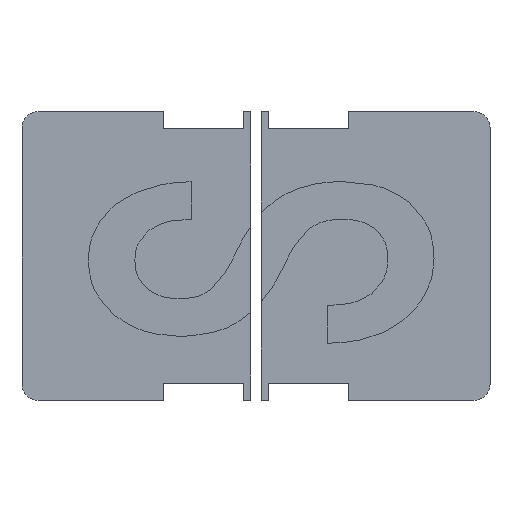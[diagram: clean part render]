
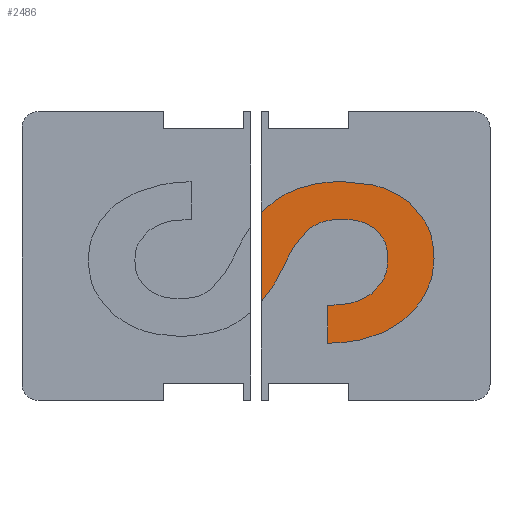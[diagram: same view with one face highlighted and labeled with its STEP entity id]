
A CAD part, top view. The second image highlights one B-rep face of the part: STEP entity #2486.
In plain terms, the highlighted planar face has unit normal (0, 0, 1).
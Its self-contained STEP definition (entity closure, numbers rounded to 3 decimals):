
#130=FACE_OUTER_BOUND('',#271,.T.);
#271=EDGE_LOOP('',(#1729,#1730,#1731,#1732,#1733,#1734,#1735,#1736,#1737,
#1738,#1739,#1740,#1741,#1742,#1743,#1744,#1745));
#414=LINE('',#3547,#636);
#416=LINE('',#3600,#638);
#636=VECTOR('',#2734,10.);
#638=VECTOR('',#2738,10.);
#871=B_SPLINE_CURVE_WITH_KNOTS('',3,(#3558,#3559,#3560,#3561,#3562),
 .UNSPECIFIED.,.F.,.F.,(4,1,4),(0.,0.345,0.545),
 .UNSPECIFIED.);
#872=B_SPLINE_CURVE_WITH_KNOTS('',3,(#3564,#3565,#3566,#3567,#3568),
 .UNSPECIFIED.,.F.,.F.,(4,1,4),(0.,0.222,0.547),
 .UNSPECIFIED.);
#873=B_SPLINE_CURVE_WITH_KNOTS('',3,(#3570,#3571,#3572,#3573,#3574),
 .UNSPECIFIED.,.F.,.F.,(4,1,4),(0.,0.179,0.346),
 .UNSPECIFIED.);
#874=B_SPLINE_CURVE_WITH_KNOTS('',3,(#3576,#3577,#3578,#3579,#3580),
 .UNSPECIFIED.,.F.,.F.,(4,1,4),(0.,0.165,0.333),
 .UNSPECIFIED.);
#875=B_SPLINE_CURVE_WITH_KNOTS('',3,(#3582,#3583,#3584,#3585,#3586),
 .UNSPECIFIED.,.F.,.F.,(4,1,4),(0.,0.24,0.428),
 .UNSPECIFIED.);
#876=B_SPLINE_CURVE_WITH_KNOTS('',3,(#3588,#3589,#3590,#3591,#3592),
 .UNSPECIFIED.,.F.,.F.,(4,1,4),(0.,0.231,0.512),
 .UNSPECIFIED.);
#877=B_SPLINE_CURVE_WITH_KNOTS('',3,(#3594,#3595,#3596,#3597,#3598),
 .UNSPECIFIED.,.F.,.F.,(4,1,4),(0.,0.231,0.442),
 .UNSPECIFIED.);
#878=B_SPLINE_CURVE_WITH_KNOTS('',3,(#3602,#3603,#3604,#3605,#3606),
 .UNSPECIFIED.,.F.,.F.,(4,1,4),(0.,0.256,0.523),
 .UNSPECIFIED.);
#879=B_SPLINE_CURVE_WITH_KNOTS('',3,(#3608,#3609,#3610,#3611,#3612),
 .UNSPECIFIED.,.F.,.F.,(4,1,4),(0.,0.282,0.545),
 .UNSPECIFIED.);
#880=B_SPLINE_CURVE_WITH_KNOTS('',3,(#3614,#3615,#3616,#3617,#3618),
 .UNSPECIFIED.,.F.,.F.,(4,1,4),(0.,0.314,0.615),
 .UNSPECIFIED.);
#881=B_SPLINE_CURVE_WITH_KNOTS('',3,(#3620,#3621,#3622,#3623,#3624),
 .UNSPECIFIED.,.F.,.F.,(4,1,4),(0.,0.376,0.821),
 .UNSPECIFIED.);
#882=B_SPLINE_CURVE_WITH_KNOTS('',3,(#3626,#3627,#3628,#3629,#3630),
 .UNSPECIFIED.,.F.,.F.,(4,1,4),(0.,0.345,0.683),
 .UNSPECIFIED.);
#883=B_SPLINE_CURVE_WITH_KNOTS('',3,(#3632,#3633,#3634,#3635,#3636),
 .UNSPECIFIED.,.F.,.F.,(4,1,4),(0.,0.2,0.417),
 .UNSPECIFIED.);
#884=B_SPLINE_CURVE_WITH_KNOTS('',3,(#3638,#3639,#3640,#3641,#3642),
 .UNSPECIFIED.,.F.,.F.,(4,1,4),(0.,0.232,0.439),
 .UNSPECIFIED.);
#885=B_SPLINE_CURVE_WITH_KNOTS('',3,(#3643,#3644,#3645,#3646),
 .UNSPECIFIED.,.F.,.F.,(4,4),(0.582,0.612),
 .UNSPECIFIED.);
#1025=VERTEX_POINT('',#3538);
#1027=VERTEX_POINT('',#3546);
#1029=VERTEX_POINT('',#3557);
#1030=VERTEX_POINT('',#3563);
#1031=VERTEX_POINT('',#3569);
#1032=VERTEX_POINT('',#3575);
#1033=VERTEX_POINT('',#3581);
#1034=VERTEX_POINT('',#3587);
#1035=VERTEX_POINT('',#3593);
#1036=VERTEX_POINT('',#3599);
#1037=VERTEX_POINT('',#3601);
#1038=VERTEX_POINT('',#3607);
#1039=VERTEX_POINT('',#3613);
#1040=VERTEX_POINT('',#3619);
#1041=VERTEX_POINT('',#3625);
#1042=VERTEX_POINT('',#3631);
#1043=VERTEX_POINT('',#3637);
#1297=EDGE_CURVE('',#1027,#1025,#414,.T.);
#1300=EDGE_CURVE('',#1029,#1025,#871,.T.);
#1301=EDGE_CURVE('',#1030,#1029,#872,.T.);
#1302=EDGE_CURVE('',#1031,#1030,#873,.T.);
#1303=EDGE_CURVE('',#1032,#1031,#874,.T.);
#1304=EDGE_CURVE('',#1033,#1032,#875,.T.);
#1305=EDGE_CURVE('',#1034,#1033,#876,.T.);
#1306=EDGE_CURVE('',#1035,#1034,#877,.T.);
#1307=EDGE_CURVE('',#1036,#1035,#416,.T.);
#1308=EDGE_CURVE('',#1037,#1036,#878,.T.);
#1309=EDGE_CURVE('',#1038,#1037,#879,.T.);
#1310=EDGE_CURVE('',#1039,#1038,#880,.T.);
#1311=EDGE_CURVE('',#1040,#1039,#881,.T.);
#1312=EDGE_CURVE('',#1041,#1040,#882,.T.);
#1313=EDGE_CURVE('',#1042,#1041,#883,.T.);
#1314=EDGE_CURVE('',#1043,#1042,#884,.T.);
#1315=EDGE_CURVE('',#1027,#1043,#885,.T.);
#1729=ORIENTED_EDGE('',*,*,#1300,.F.);
#1730=ORIENTED_EDGE('',*,*,#1301,.F.);
#1731=ORIENTED_EDGE('',*,*,#1302,.F.);
#1732=ORIENTED_EDGE('',*,*,#1303,.F.);
#1733=ORIENTED_EDGE('',*,*,#1304,.F.);
#1734=ORIENTED_EDGE('',*,*,#1305,.F.);
#1735=ORIENTED_EDGE('',*,*,#1306,.F.);
#1736=ORIENTED_EDGE('',*,*,#1307,.F.);
#1737=ORIENTED_EDGE('',*,*,#1308,.F.);
#1738=ORIENTED_EDGE('',*,*,#1309,.F.);
#1739=ORIENTED_EDGE('',*,*,#1310,.F.);
#1740=ORIENTED_EDGE('',*,*,#1311,.F.);
#1741=ORIENTED_EDGE('',*,*,#1312,.F.);
#1742=ORIENTED_EDGE('',*,*,#1313,.F.);
#1743=ORIENTED_EDGE('',*,*,#1314,.F.);
#1744=ORIENTED_EDGE('',*,*,#1315,.F.);
#1745=ORIENTED_EDGE('',*,*,#1297,.T.);
#2408=PLANE('',#2633);
#2486=ADVANCED_FACE('',(#130),#2408,.T.);
#2633=AXIS2_PLACEMENT_3D('',#3556,#2736,#2737);
#2734=DIRECTION('',(0.,-1.,0.));
#2736=DIRECTION('center_axis',(0.,0.,1.));
#2737=DIRECTION('ref_axis',(1.,0.,0.));
#2738=DIRECTION('',(0.,1.,0.));
#3538=CARTESIAN_POINT('',(44.8,18.43,0.6));
#3546=CARTESIAN_POINT('',(44.8,35.042,0.6));
#3547=CARTESIAN_POINT('',(44.8,54.,0.6));
#3556=CARTESIAN_POINT('Origin',(66.2,27.,0.6));
#3557=CARTESIAN_POINT('',(49.081,25.24,0.6));
#3558=CARTESIAN_POINT('Ctrl Pts',(49.081,25.24,0.6));
#3559=CARTESIAN_POINT('Ctrl Pts',(48.352,23.753,0.6));
#3560=CARTESIAN_POINT('Ctrl Pts',(47.202,21.407,0.6));
#3561=CARTESIAN_POINT('Ctrl Pts',(45.461,19.223,0.6));
#3562=CARTESIAN_POINT('Ctrl Pts',(44.8,18.43,0.6));
#3563=CARTESIAN_POINT('',(53.624,31.999,0.6));
#3564=CARTESIAN_POINT('Ctrl Pts',(53.624,31.999,0.6));
#3565=CARTESIAN_POINT('Ctrl Pts',(52.823,31.139,0.6));
#3566=CARTESIAN_POINT('Ctrl Pts',(50.848,29.019,0.6));
#3567=CARTESIAN_POINT('Ctrl Pts',(49.74,26.649,0.6));
#3568=CARTESIAN_POINT('Ctrl Pts',(49.081,25.24,0.6));
#3569=CARTESIAN_POINT('',(60.028,33.891,0.6));
#3570=CARTESIAN_POINT('Ctrl Pts',(60.028,33.891,0.6));
#3571=CARTESIAN_POINT('Ctrl Pts',(58.736,33.823,0.6));
#3572=CARTESIAN_POINT('Ctrl Pts',(56.237,33.692,0.6));
#3573=CARTESIAN_POINT('Ctrl Pts',(54.475,32.551,0.6));
#3574=CARTESIAN_POINT('Ctrl Pts',(53.624,31.999,0.6));
#3575=CARTESIAN_POINT('',(66.172,32.027,0.6));
#3576=CARTESIAN_POINT('Ctrl Pts',(66.172,32.027,0.6));
#3577=CARTESIAN_POINT('Ctrl Pts',(65.328,32.57,0.6));
#3578=CARTESIAN_POINT('Ctrl Pts',(63.628,33.665,0.6));
#3579=CARTESIAN_POINT('Ctrl Pts',(61.233,33.815,0.6));
#3580=CARTESIAN_POINT('Ctrl Pts',(60.028,33.891,0.6));
#3581=CARTESIAN_POINT('',(68.465,26.519,0.6));
#3582=CARTESIAN_POINT('Ctrl Pts',(68.465,26.519,0.6));
#3583=CARTESIAN_POINT('Ctrl Pts',(68.424,27.618,0.6));
#3584=CARTESIAN_POINT('Ctrl Pts',(68.351,29.583,0.6));
#3585=CARTESIAN_POINT('Ctrl Pts',(66.838,31.279,0.6));
#3586=CARTESIAN_POINT('Ctrl Pts',(66.172,32.027,0.6));
#3587=CARTESIAN_POINT('',(65.523,19.983,0.6));
#3588=CARTESIAN_POINT('Ctrl Pts',(65.523,19.983,0.6));
#3589=CARTESIAN_POINT('Ctrl Pts',(66.379,20.884,0.6));
#3590=CARTESIAN_POINT('Ctrl Pts',(68.277,22.881,0.6));
#3591=CARTESIAN_POINT('Ctrl Pts',(68.398,25.23,0.6));
#3592=CARTESIAN_POINT('Ctrl Pts',(68.465,26.519,0.6));
#3593=CARTESIAN_POINT('',(57.215,17.702,0.6));
#3594=CARTESIAN_POINT('Ctrl Pts',(57.215,17.702,0.6));
#3595=CARTESIAN_POINT('Ctrl Pts',(58.879,17.779,0.6));
#3596=CARTESIAN_POINT('Ctrl Pts',(62.066,17.927,0.6));
#3597=CARTESIAN_POINT('Ctrl Pts',(64.405,19.318,0.6));
#3598=CARTESIAN_POINT('Ctrl Pts',(65.523,19.983,0.6));
#3599=CARTESIAN_POINT('',(57.215,10.664,0.6));
#3600=CARTESIAN_POINT('',(57.215,22.351,0.6));
#3601=CARTESIAN_POINT('',(67.6,12.695,0.6));
#3602=CARTESIAN_POINT('Ctrl Pts',(67.6,12.695,0.6));
#3603=CARTESIAN_POINT('Ctrl Pts',(66.032,12.103,0.6));
#3604=CARTESIAN_POINT('Ctrl Pts',(62.827,10.892,0.6));
#3605=CARTESIAN_POINT('Ctrl Pts',(59.113,10.741,0.6));
#3606=CARTESIAN_POINT('Ctrl Pts',(57.215,10.664,0.6));
#3607=CARTESIAN_POINT('',(74.609,18.425,0.6));
#3608=CARTESIAN_POINT('Ctrl Pts',(74.609,18.425,0.6));
#3609=CARTESIAN_POINT('Ctrl Pts',(73.706,17.281,0.6));
#3610=CARTESIAN_POINT('Ctrl Pts',(71.96,15.07,0.6));
#3611=CARTESIAN_POINT('Ctrl Pts',(69.02,13.468,0.6));
#3612=CARTESIAN_POINT('Ctrl Pts',(67.6,12.695,0.6));
#3613=CARTESIAN_POINT('',(77.119,26.519,0.6));
#3614=CARTESIAN_POINT('Ctrl Pts',(77.119,26.519,0.6));
#3615=CARTESIAN_POINT('Ctrl Pts',(77.024,25.098,0.6));
#3616=CARTESIAN_POINT('Ctrl Pts',(76.838,22.315,0.6));
#3617=CARTESIAN_POINT('Ctrl Pts',(75.341,19.702,0.6));
#3618=CARTESIAN_POINT('Ctrl Pts',(74.609,18.425,0.6));
#3619=CARTESIAN_POINT('',(72.489,37.034,0.6));
#3620=CARTESIAN_POINT('Ctrl Pts',(72.489,37.034,0.6));
#3621=CARTESIAN_POINT('Ctrl Pts',(73.837,35.55,0.6));
#3622=CARTESIAN_POINT('Ctrl Pts',(76.777,32.313,0.6));
#3623=CARTESIAN_POINT('Ctrl Pts',(76.999,28.554,0.6));
#3624=CARTESIAN_POINT('Ctrl Pts',(77.119,26.519,0.6));
#3625=CARTESIAN_POINT('',(59.941,40.928,0.6));
#3626=CARTESIAN_POINT('Ctrl Pts',(59.941,40.928,0.6));
#3627=CARTESIAN_POINT('Ctrl Pts',(62.426,40.771,0.6));
#3628=CARTESIAN_POINT('Ctrl Pts',(67.354,40.461,0.6));
#3629=CARTESIAN_POINT('Ctrl Pts',(70.787,38.17,0.6));
#3630=CARTESIAN_POINT('Ctrl Pts',(72.489,37.034,0.6));
#3631=CARTESIAN_POINT('',(51.504,39.593,0.6));
#3632=CARTESIAN_POINT('Ctrl Pts',(51.504,39.593,0.6));
#3633=CARTESIAN_POINT('Ctrl Pts',(52.784,39.982,0.6));
#3634=CARTESIAN_POINT('Ctrl Pts',(55.452,40.794,0.6));
#3635=CARTESIAN_POINT('Ctrl Pts',(58.405,40.882,0.6));
#3636=CARTESIAN_POINT('Ctrl Pts',(59.941,40.928,0.6));
#3637=CARTESIAN_POINT('',(45.1,35.393,0.6));
#3638=CARTESIAN_POINT('Ctrl Pts',(45.1,35.393,0.6));
#3639=CARTESIAN_POINT('Ctrl Pts',(46.019,36.269,0.6));
#3640=CARTESIAN_POINT('Ctrl Pts',(47.756,37.923,0.6));
#3641=CARTESIAN_POINT('Ctrl Pts',(50.304,39.059,0.6));
#3642=CARTESIAN_POINT('Ctrl Pts',(51.504,39.593,0.6));
#3643=CARTESIAN_POINT('Ctrl Pts',(44.8,35.042,0.6));
#3644=CARTESIAN_POINT('Ctrl Pts',(44.9,35.159,0.6));
#3645=CARTESIAN_POINT('Ctrl Pts',(45.,35.276,0.6));
#3646=CARTESIAN_POINT('Ctrl Pts',(45.1,35.393,0.6));
